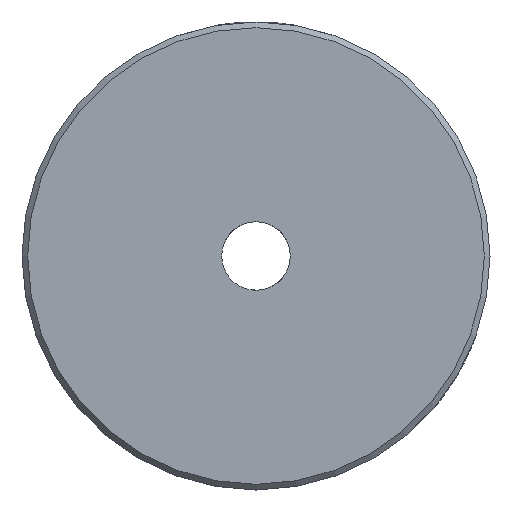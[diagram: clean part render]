
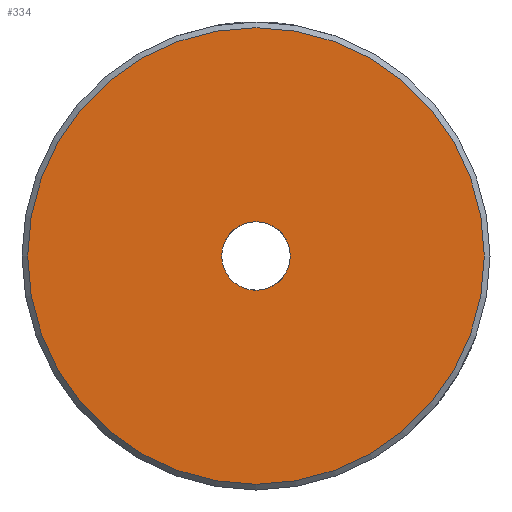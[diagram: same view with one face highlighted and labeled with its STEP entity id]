
A CAD part, left-side view. The second image highlights one B-rep face of the part: STEP entity #334.
In plain terms, the highlighted planar face has unit normal (-1, 0, 0).
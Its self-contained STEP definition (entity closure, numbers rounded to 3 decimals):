
#334 = ADVANCED_FACE( '', ( #822, #823 ), #824, .T. );
#822 = FACE_OUTER_BOUND( '', #1485, .T. );
#823 = FACE_BOUND( '', #1486, .T. );
#824 = PLANE( '', #1487 );
#1485 = EDGE_LOOP( '', ( #2356 ) );
#1486 = EDGE_LOOP( '', ( #2357 ) );
#1487 = AXIS2_PLACEMENT_3D( '', #2358, #2359, #2360 );
#2356 = ORIENTED_EDGE( '', *, *, #3346, .T. );
#2357 = ORIENTED_EDGE( '', *, *, #3114, .F. );
#2358 = CARTESIAN_POINT( '', ( -27.25, 0., 3. ) );
#2359 = DIRECTION( '', ( -1., 0., 0. ) );
#2360 = DIRECTION( '', ( 0., 0., 1. ) );
#3114 = EDGE_CURVE( '', #3555, #3555, #3556, .T. );
#3346 = EDGE_CURVE( '', #3928, #3928, #3929, .T. );
#3555 = VERTEX_POINT( '', #4187 );
#3556 = CIRCLE( '', #4188, 3. );
#3928 = VERTEX_POINT( '', #5007 );
#3929 = CIRCLE( '', #5008, 20. );
#4187 = CARTESIAN_POINT( '', ( -27.25, 0., 3. ) );
#4188 = AXIS2_PLACEMENT_3D( '', #5427, #5428, #5429 );
#5007 = CARTESIAN_POINT( '', ( -27.25, 0., 20. ) );
#5008 = AXIS2_PLACEMENT_3D( '', #5754, #5755, #5756 );
#5427 = CARTESIAN_POINT( '', ( -27.25, 0., 0. ) );
#5428 = DIRECTION( '', ( -1., 0., 0. ) );
#5429 = DIRECTION( '', ( 0., 0., 1. ) );
#5754 = CARTESIAN_POINT( '', ( -27.25, 0., 0. ) );
#5755 = DIRECTION( '', ( -1., 0., 0. ) );
#5756 = DIRECTION( '', ( 0., 0., 1. ) );
